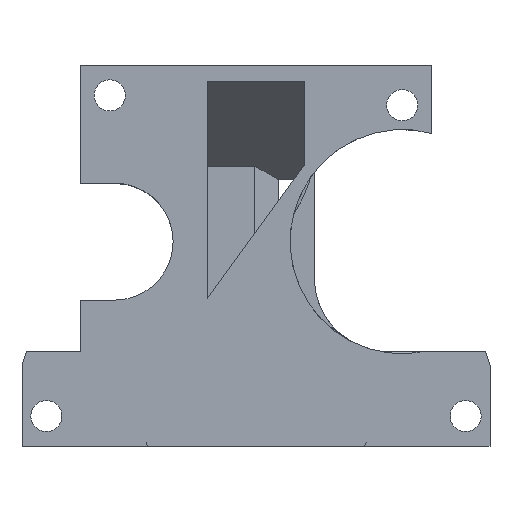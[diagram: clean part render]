
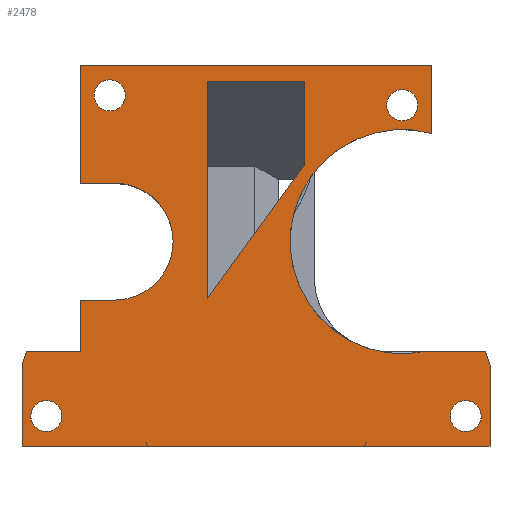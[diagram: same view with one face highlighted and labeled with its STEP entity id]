
A CAD part, top view. The second image highlights one B-rep face of the part: STEP entity #2478.
In plain terms, the highlighted planar face has unit normal (0, 0, 1).
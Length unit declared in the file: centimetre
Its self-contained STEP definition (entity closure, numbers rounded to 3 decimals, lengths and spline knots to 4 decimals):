
#139=FACE_BOUND('',#295,.T.);
#140=FACE_BOUND('',#296,.T.);
#141=FACE_BOUND('',#297,.T.);
#142=FACE_BOUND('',#298,.T.);
#143=FACE_BOUND('',#299,.T.);
#165=FACE_OUTER_BOUND('',#294,.T.);
#294=EDGE_LOOP('',(#1636,#1637,#1638,#1639,#1640,#1641,#1642,#1643,#1644,
#1645,#1646,#1647,#1648,#1649,#1650,#1651,#1652));
#295=EDGE_LOOP('',(#1653));
#296=EDGE_LOOP('',(#1654));
#297=EDGE_LOOP('',(#1655,#1656,#1657,#1658));
#298=EDGE_LOOP('',(#1659));
#299=EDGE_LOOP('',(#1660));
#449=CIRCLE('',#2610,1.15);
#450=CIRCLE('',#2611,0.6);
#451=CIRCLE('',#2612,0.16);
#452=CIRCLE('',#2613,0.16);
#453=CIRCLE('',#2614,0.16);
#454=CIRCLE('',#2615,0.16);
#503=LINE('',#3394,#751);
#504=LINE('',#3396,#752);
#505=LINE('',#3398,#753);
#506=LINE('',#3400,#754);
#507=LINE('',#3402,#755);
#508=LINE('',#3404,#756);
#509=LINE('',#3406,#757);
#510=LINE('',#3408,#758);
#511=LINE('',#3410,#759);
#512=LINE('',#3414,#760);
#513=LINE('',#3416,#761);
#514=LINE('',#3418,#762);
#515=LINE('',#3420,#763);
#516=LINE('',#3424,#764);
#517=LINE('',#3425,#765);
#518=LINE('',#3432,#766);
#519=LINE('',#3434,#767);
#520=LINE('',#3436,#768);
#521=LINE('',#3437,#769);
#751=VECTOR('',#2790,100.);
#752=VECTOR('',#2791,100.);
#753=VECTOR('',#2792,100.);
#754=VECTOR('',#2793,100.);
#755=VECTOR('',#2794,100.);
#756=VECTOR('',#2795,100.);
#757=VECTOR('',#2796,100.);
#758=VECTOR('',#2797,100.);
#759=VECTOR('',#2798,100.);
#760=VECTOR('',#2801,1.);
#761=VECTOR('',#2802,1.);
#762=VECTOR('',#2803,1.);
#763=VECTOR('',#2804,1.);
#764=VECTOR('',#2807,1.);
#765=VECTOR('',#2808,100.);
#766=VECTOR('',#2813,1.);
#767=VECTOR('',#2814,1.);
#768=VECTOR('',#2815,1.);
#769=VECTOR('',#2816,1.);
#999=VERTEX_POINT('',#3392);
#1000=VERTEX_POINT('',#3393);
#1001=VERTEX_POINT('',#3395);
#1002=VERTEX_POINT('',#3397);
#1003=VERTEX_POINT('',#3399);
#1004=VERTEX_POINT('',#3401);
#1005=VERTEX_POINT('',#3403);
#1006=VERTEX_POINT('',#3405);
#1007=VERTEX_POINT('',#3407);
#1008=VERTEX_POINT('',#3409);
#1009=VERTEX_POINT('',#3411);
#1010=VERTEX_POINT('',#3413);
#1011=VERTEX_POINT('',#3415);
#1012=VERTEX_POINT('',#3417);
#1013=VERTEX_POINT('',#3419);
#1014=VERTEX_POINT('',#3421);
#1015=VERTEX_POINT('',#3423);
#1016=VERTEX_POINT('',#3426);
#1017=VERTEX_POINT('',#3428);
#1018=VERTEX_POINT('',#3430);
#1019=VERTEX_POINT('',#3431);
#1020=VERTEX_POINT('',#3433);
#1021=VERTEX_POINT('',#3435);
#1022=VERTEX_POINT('',#3438);
#1023=VERTEX_POINT('',#3440);
#1258=EDGE_CURVE('',#999,#1000,#503,.T.);
#1259=EDGE_CURVE('',#1001,#999,#504,.T.);
#1260=EDGE_CURVE('',#1001,#1002,#505,.T.);
#1261=EDGE_CURVE('',#1003,#1002,#506,.T.);
#1262=EDGE_CURVE('',#1004,#1003,#507,.T.);
#1263=EDGE_CURVE('',#1005,#1004,#508,.T.);
#1264=EDGE_CURVE('',#1005,#1006,#509,.T.);
#1265=EDGE_CURVE('',#1007,#1006,#510,.T.);
#1266=EDGE_CURVE('',#1008,#1007,#511,.T.);
#1267=EDGE_CURVE('',#1008,#1009,#449,.T.);
#1268=EDGE_CURVE('',#1010,#1009,#512,.T.);
#1269=EDGE_CURVE('',#1010,#1011,#513,.T.);
#1270=EDGE_CURVE('',#1011,#1012,#514,.F.);
#1271=EDGE_CURVE('',#1012,#1013,#515,.T.);
#1272=EDGE_CURVE('',#1013,#1014,#450,.T.);
#1273=EDGE_CURVE('',#1014,#1015,#516,.T.);
#1274=EDGE_CURVE('',#1000,#1015,#517,.T.);
#1275=EDGE_CURVE('',#1016,#1016,#451,.T.);
#1276=EDGE_CURVE('',#1017,#1017,#452,.T.);
#1277=EDGE_CURVE('',#1018,#1019,#518,.T.);
#1278=EDGE_CURVE('',#1020,#1019,#519,.F.);
#1279=EDGE_CURVE('',#1021,#1020,#520,.F.);
#1280=EDGE_CURVE('',#1018,#1021,#521,.F.);
#1281=EDGE_CURVE('',#1022,#1022,#453,.T.);
#1282=EDGE_CURVE('',#1023,#1023,#454,.T.);
#1636=ORIENTED_EDGE('',*,*,#1258,.F.);
#1637=ORIENTED_EDGE('',*,*,#1259,.F.);
#1638=ORIENTED_EDGE('',*,*,#1260,.T.);
#1639=ORIENTED_EDGE('',*,*,#1261,.F.);
#1640=ORIENTED_EDGE('',*,*,#1262,.F.);
#1641=ORIENTED_EDGE('',*,*,#1263,.F.);
#1642=ORIENTED_EDGE('',*,*,#1264,.T.);
#1643=ORIENTED_EDGE('',*,*,#1265,.F.);
#1644=ORIENTED_EDGE('',*,*,#1266,.F.);
#1645=ORIENTED_EDGE('',*,*,#1267,.T.);
#1646=ORIENTED_EDGE('',*,*,#1268,.F.);
#1647=ORIENTED_EDGE('',*,*,#1269,.T.);
#1648=ORIENTED_EDGE('',*,*,#1270,.T.);
#1649=ORIENTED_EDGE('',*,*,#1271,.T.);
#1650=ORIENTED_EDGE('',*,*,#1272,.T.);
#1651=ORIENTED_EDGE('',*,*,#1273,.T.);
#1652=ORIENTED_EDGE('',*,*,#1274,.F.);
#1653=ORIENTED_EDGE('',*,*,#1275,.F.);
#1654=ORIENTED_EDGE('',*,*,#1276,.F.);
#1655=ORIENTED_EDGE('',*,*,#1277,.T.);
#1656=ORIENTED_EDGE('',*,*,#1278,.F.);
#1657=ORIENTED_EDGE('',*,*,#1279,.F.);
#1658=ORIENTED_EDGE('',*,*,#1280,.F.);
#1659=ORIENTED_EDGE('',*,*,#1281,.T.);
#1660=ORIENTED_EDGE('',*,*,#1282,.T.);
#2394=PLANE('',#2609);
#2478=ADVANCED_FACE('',(#165,#139,#140,#141,#142,#143),#2394,.F.);
#2609=AXIS2_PLACEMENT_3D('',#3391,#2788,#2789);
#2610=AXIS2_PLACEMENT_3D('',#3412,#2799,#2800);
#2611=AXIS2_PLACEMENT_3D('',#3422,#2805,#2806);
#2612=AXIS2_PLACEMENT_3D('',#3427,#2809,#2810);
#2613=AXIS2_PLACEMENT_3D('',#3429,#2811,#2812);
#2614=AXIS2_PLACEMENT_3D('',#3439,#2817,#2818);
#2615=AXIS2_PLACEMENT_3D('',#3441,#2819,#2820);
#2788=DIRECTION('center_axis',(0.,0.,
-1.));
#2789=DIRECTION('ref_axis',(0.,-1.,0.));
#2790=DIRECTION('',(1.,0.,0.));
#2791=DIRECTION('',(0.298,0.955,0.));
#2792=DIRECTION('',(0.,-1.,0.));
#2793=DIRECTION('',(-1.,0.,0.));
#2794=DIRECTION('',(-1.,0.,0.));
#2795=DIRECTION('',(-1.,0.,0.));
#2796=DIRECTION('',(0.,1.,0.));
#2797=DIRECTION('',(0.298,-0.955,0.));
#2798=DIRECTION('',(1.,0.,0.));
#2799=DIRECTION('center_axis',(0.,0.,
-1.));
#2800=DIRECTION('ref_axis',(0.,1.,0.));
#2801=DIRECTION('',(0.,-1.,0.));
#2802=DIRECTION('',(-1.,0.,0.));
#2803=DIRECTION('',(0.,1.,0.));
#2804=DIRECTION('',(1.,0.,0.));
#2805=DIRECTION('center_axis',(0.,0.,
-1.));
#2806=DIRECTION('ref_axis',(-1.,0.,0.));
#2807=DIRECTION('',(-1.,0.,0.));
#2808=DIRECTION('',(0.,1.,0.));
#2809=DIRECTION('center_axis',(0.,0.,
1.));
#2810=DIRECTION('ref_axis',(1.,0.,0.));
#2811=DIRECTION('center_axis',(0.,0.,
1.));
#2812=DIRECTION('ref_axis',(1.,0.,0.));
#2813=DIRECTION('',(0.,-1.,0.));
#2814=DIRECTION('',(-0.586,-0.81,0.));
#2815=DIRECTION('',(0.,1.,0.));
#2816=DIRECTION('',(1.,0.,0.));
#2817=DIRECTION('center_axis',(0.,0.,
-1.));
#2818=DIRECTION('ref_axis',(1.,0.,0.));
#2819=DIRECTION('center_axis',(0.,0.,
-1.));
#2820=DIRECTION('ref_axis',(1.,0.,0.));
#3391=CARTESIAN_POINT('Origin',(1.2344,-0.0202,2.5089));
#3392=CARTESIAN_POINT('',(-3.6211,-1.1439,2.5089));
#3393=CARTESIAN_POINT('',(-3.0656,-1.1439,2.5089));
#3394=CARTESIAN_POINT('',(-1.6795,-1.1439,2.5089));
#3395=CARTESIAN_POINT('',(-3.6656,-1.2868,2.5089));
#3396=CARTESIAN_POINT('',(-3.6363,-1.1926,2.5089));
#3397=CARTESIAN_POINT('',(-3.6656,-2.1202,2.5089));
#3398=CARTESIAN_POINT('',(-3.6656,-0.9421,2.5089));
#3399=CARTESIAN_POINT('',(-2.3746,-2.1202,2.5089));
#3400=CARTESIAN_POINT('',(-0.0156,-2.1202,2.5089));
#3401=CARTESIAN_POINT('',(-0.1567,-2.1202,2.5089));
#3402=CARTESIAN_POINT('',(-0.0156,-2.1202,2.5089));
#3403=CARTESIAN_POINT('',(1.1344,-2.1202,2.5089));
#3404=CARTESIAN_POINT('',(-0.0156,-2.1202,2.5089));
#3405=CARTESIAN_POINT('',(1.1344,-1.2868,2.5089));
#3406=CARTESIAN_POINT('',(1.1344,-0.9421,2.5089));
#3407=CARTESIAN_POINT('',(1.0898,-1.1439,2.5089));
#3408=CARTESIAN_POINT('',(1.2157,-1.5477,2.5089));
#3409=CARTESIAN_POINT('',(0.4787,-1.1439,2.5089));
#3410=CARTESIAN_POINT('',(0.3982,-1.1439,2.5089));
#3411=CARTESIAN_POINT('',(0.5344,1.09,2.5089));
#3412=CARTESIAN_POINT('Origin',(0.2344,-0.0202,2.5089));
#3413=CARTESIAN_POINT('',(0.5344,1.7911,2.5089));
#3414=CARTESIAN_POINT('',(0.5344,0.4479,2.5089));
#3415=CARTESIAN_POINT('',(-3.0656,1.7911,2.5089));
#3416=CARTESIAN_POINT('',(-0.0156,1.7911,2.5089));
#3417=CARTESIAN_POINT('',(-3.0656,0.5798,2.5089));
#3418=CARTESIAN_POINT('',(-3.0656,0.4479,2.5089));
#3419=CARTESIAN_POINT('',(-2.7156,0.5798,2.5089));
#3420=CARTESIAN_POINT('',(-0.9031,0.5798,2.5089));
#3421=CARTESIAN_POINT('',(-2.7156,-0.6202,2.5089));
#3422=CARTESIAN_POINT('Origin',(-2.7156,-0.0202,2.5089));
#3423=CARTESIAN_POINT('',(-3.0656,-0.6202,2.5089));
#3424=CARTESIAN_POINT('',(-0.9031,-0.6202,2.5089));
#3425=CARTESIAN_POINT('',(-3.0656,-1.5351,2.5089));
#3426=CARTESIAN_POINT('',(0.7244,-1.8089,2.5089));
#3427=CARTESIAN_POINT('Origin',(0.8844,-1.8089,2.5089));
#3428=CARTESIAN_POINT('',(-3.5756,-1.8089,2.5089));
#3429=CARTESIAN_POINT('Origin',(-3.4156,-1.8089,2.5089));
#3430=CARTESIAN_POINT('',(-0.7656,1.6239,2.5089));
#3431=CARTESIAN_POINT('',(-0.7656,0.7739,2.5089));
#3432=CARTESIAN_POINT('',(-0.7656,-0.0232,2.5089));
#3433=CARTESIAN_POINT('',(-1.7656,-0.6085,2.5089));
#3434=CARTESIAN_POINT('',(-0.8607,0.6426,2.5089));
#3435=CARTESIAN_POINT('',(-1.7656,1.6239,2.5089));
#3436=CARTESIAN_POINT('',(-1.7656,-0.0232,2.5089));
#3437=CARTESIAN_POINT('',(0.2344,1.6239,2.5089));
#3438=CARTESIAN_POINT('',(-2.9256,1.4798,2.5089));
#3439=CARTESIAN_POINT('Origin',(-2.7656,1.4798,2.5089));
#3440=CARTESIAN_POINT('',(0.0744,1.3798,2.5089));
#3441=CARTESIAN_POINT('Origin',(0.2344,1.3798,2.5089));
